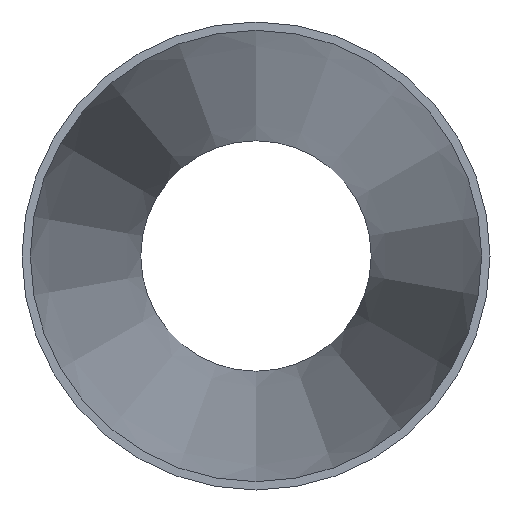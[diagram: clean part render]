
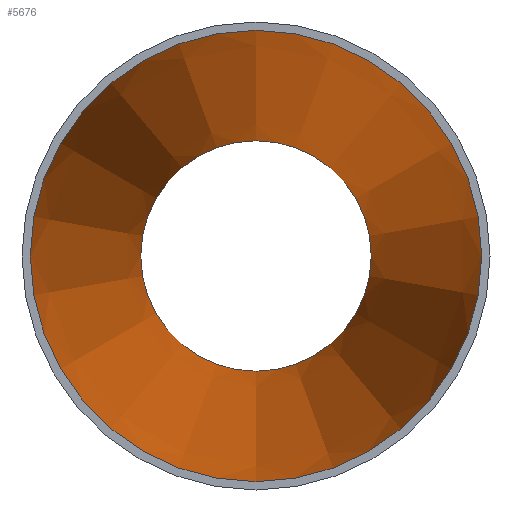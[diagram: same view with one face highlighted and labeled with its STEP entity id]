
A CAD part, front view. The second image highlights one B-rep face of the part: STEP entity #5676.
In plain terms, the highlighted conical face has half-angle 5.668 degrees and reference radius 81.135 mm.
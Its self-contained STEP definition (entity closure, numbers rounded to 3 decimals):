
#310 = CIRCLE ( 'NONE', #37281, 81.135 ) ;
#1093 = DIRECTION ( 'NONE',  ( 0., 0., -1. ) ) ;
#3254 = EDGE_LOOP ( 'NONE', ( #44901 ) ) ;
#4874 = CARTESIAN_POINT ( 'NONE',  ( 0., 0., 0. ) ) ;
#5676 = ADVANCED_FACE ( 'NONE', ( #30853, #23510 ), #29711, .F. ) ;
#6375 = EDGE_CURVE ( 'NONE', #42850, #42850, #310, .T. ) ;
#7423 = ORIENTED_EDGE ( 'NONE', *, *, #6375, .T. ) ;
#13103 = AXIS2_PLACEMENT_3D ( 'NONE', #4874, #20201, #1093 ) ;
#13476 = VERTEX_POINT ( 'NONE', #31711 ) ;
#13505 = CARTESIAN_POINT ( 'NONE',  ( 0., 0., 0. ) ) ;
#14388 = EDGE_LOOP ( 'NONE', ( #7423 ) ) ;
#17051 = DIRECTION ( 'NONE',  ( 0., -1., 0. ) ) ;
#20201 = DIRECTION ( 'NONE',  ( 0., -1., 0. ) ) ;
#22936 = CIRCLE ( 'NONE', #44846, 41.435 ) ;
#23508 = CARTESIAN_POINT ( 'NONE',  ( 0., 400., 0. ) ) ;
#23510 = FACE_OUTER_BOUND ( 'NONE', #14388, .T. ) ;
#29711 = CONICAL_SURFACE ( 'NONE', #13103, 81.135, 0.099 ) ;
#30851 = DIRECTION ( 'NONE',  ( 0., -1., 0. ) ) ;
#30853 = FACE_BOUND ( 'NONE', #3254, .T. ) ;
#31711 = CARTESIAN_POINT ( 'NONE',  ( 0., 400., -41.435 ) ) ;
#35861 = EDGE_CURVE ( 'NONE', #13476, #13476, #22936, .T. ) ;
#37281 = AXIS2_PLACEMENT_3D ( 'NONE', #13505, #17051, #46413 ) ;
#38185 = DIRECTION ( 'NONE',  ( 0., 0., -1. ) ) ;
#42850 = VERTEX_POINT ( 'NONE', #45917 ) ;
#44846 = AXIS2_PLACEMENT_3D ( 'NONE', #23508, #30851, #38185 ) ;
#44901 = ORIENTED_EDGE ( 'NONE', *, *, #35861, .F. ) ;
#45917 = CARTESIAN_POINT ( 'NONE',  ( 0., 0., -81.135 ) ) ;
#46413 = DIRECTION ( 'NONE',  ( 0., 0., -1. ) ) ;
